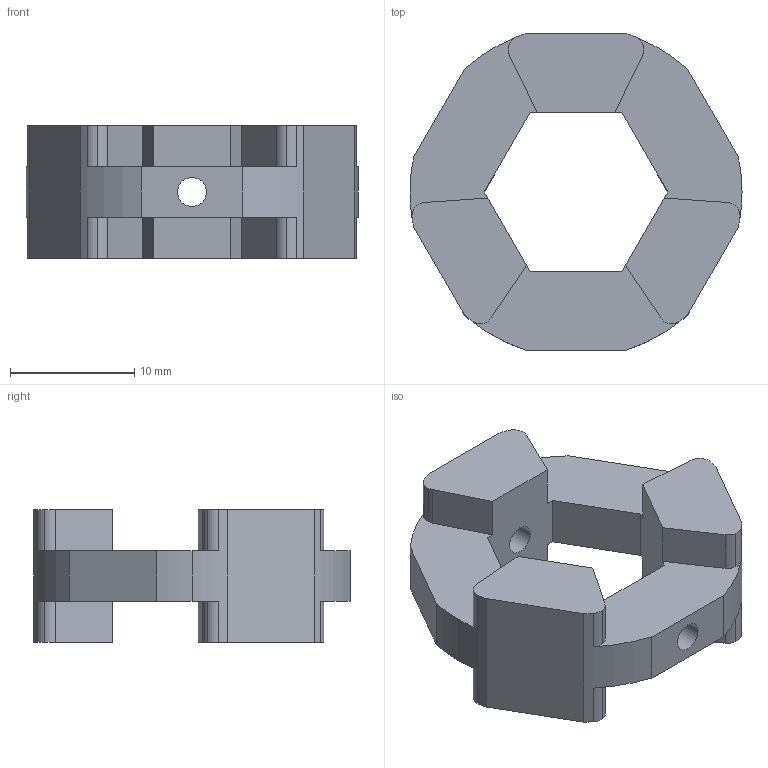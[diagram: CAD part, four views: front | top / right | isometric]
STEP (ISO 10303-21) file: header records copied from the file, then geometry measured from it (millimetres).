
FILE_DESCRIPTION((''),'2;1');
FILE_NAME('AM-0020 Dog Gear.stp','2008-01-03T16:42:58',('Owner'),(''),'Autodesk Inventor (R) 6.0','Autodesk Inventor (R) 6.0','');
FILE_SCHEMA(('AUTOMOTIVE_DESIGN { 1 0 10303 214 1 1 1 1 }'));
Length unit declared in the file: inch
Products named in the file (1): AM-0020 Dog Gear
Bounding box: 26.67 x 25.4 x 10.67 mm (x, y, z)
Volume: 2685.8 mm3; surface area: 1973.9 mm2
Topology: 1 solids, 1 shells, 72 faces, 216 edges, 144 vertices
Faces by surface type: cylinder 32, plane 27, bspline 13
Entity records: 2553 total; most frequent: CARTESIAN_POINT 528, ORIENTED_EDGE 432, DIRECTION 420, EDGE_CURVE 216, AXIS2_PLACEMENT_3D 144, VERTEX_POINT 144, VECTOR 132, LINE 132
